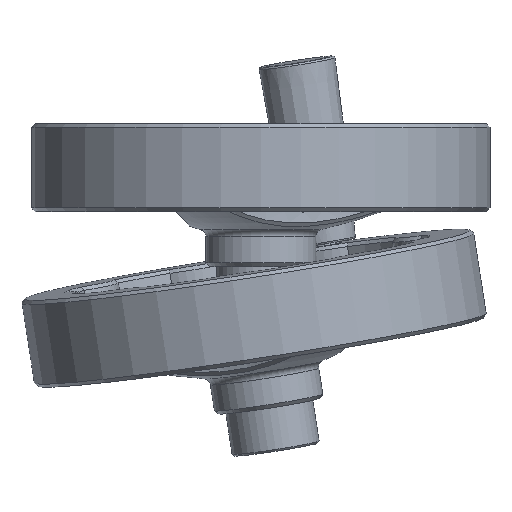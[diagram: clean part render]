
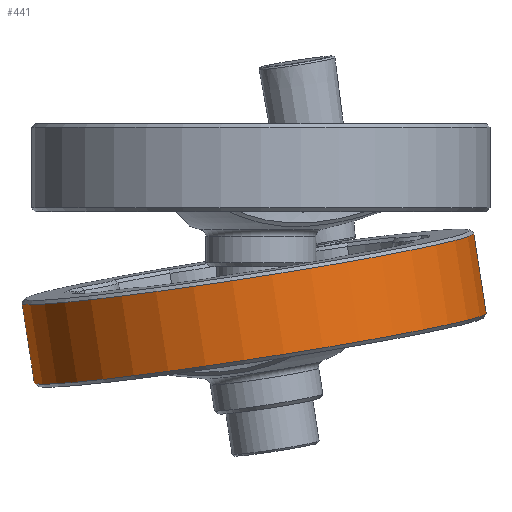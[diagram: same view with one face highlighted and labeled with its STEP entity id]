
A CAD part, front view. The second image highlights one B-rep face of the part: STEP entity #441.
In plain terms, the highlighted cylindrical face has radius 62.5 mm (diameter 125 mm), a full revolution.
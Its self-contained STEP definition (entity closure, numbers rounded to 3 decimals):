
#441 = ADVANCED_FACE( '', ( #748, #749 ), #750, .T. );
#748 = FACE_OUTER_BOUND( '', #1878, .T. );
#749 = FACE_OUTER_BOUND( '', #1879, .T. );
#750 = CYLINDRICAL_SURFACE( '', #1880, 62.5 );
#1878 = EDGE_LOOP( '', ( #2830 ) );
#1879 = EDGE_LOOP( '', ( #2831 ) );
#1880 = AXIS2_PLACEMENT_3D( '', #2832, #2833, #2834 );
#2830 = ORIENTED_EDGE( '', *, *, #4003, .T. );
#2831 = ORIENTED_EDGE( '', *, *, #4004, .T. );
#2832 = CARTESIAN_POINT( '', ( 0., 0., 31.304 ) );
#2833 = DIRECTION( '', ( 0., 0., -1. ) );
#2834 = DIRECTION( '', ( 1., 0., 0. ) );
#4003 = EDGE_CURVE( '', #4688, #4688, #4689, .T. );
#4004 = EDGE_CURVE( '', #4690, #4690, #4691, .T. );
#4688 = VERTEX_POINT( '', #6478 );
#4689 = CIRCLE( '', #6479, 62.5 );
#4690 = VERTEX_POINT( '', #6480 );
#4691 = CIRCLE( '', #6481, 62.5 );
#6478 = CARTESIAN_POINT( '', ( -62.5, 0., 50. ) );
#6479 = AXIS2_PLACEMENT_3D( '', #7404, #7405, #7406 );
#6480 = CARTESIAN_POINT( '', ( 62.5, 0., 28. ) );
#6481 = AXIS2_PLACEMENT_3D( '', #7407, #7408, #7409 );
#7404 = CARTESIAN_POINT( '', ( 0., 0., 50. ) );
#7405 = DIRECTION( '', ( 0., 0., -1. ) );
#7406 = DIRECTION( '', ( -1., 0., 0. ) );
#7407 = CARTESIAN_POINT( '', ( 0., 0., 28. ) );
#7408 = DIRECTION( '', ( 0., 0., 1. ) );
#7409 = DIRECTION( '', ( 1., 0., 0. ) );
